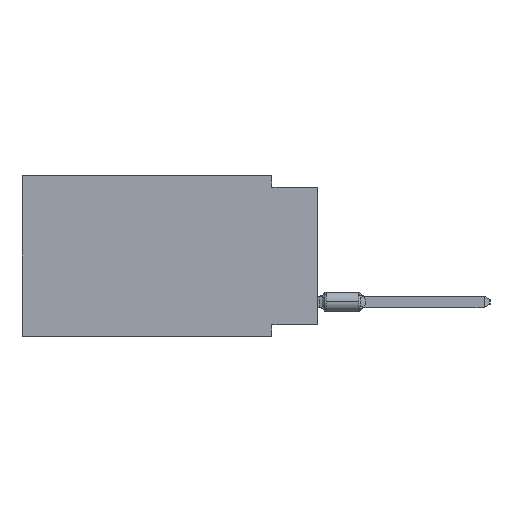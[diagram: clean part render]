
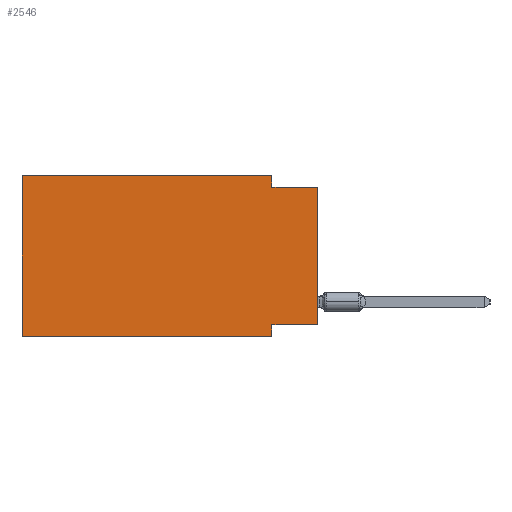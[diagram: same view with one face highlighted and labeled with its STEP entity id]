
A CAD part, left-side view. The second image highlights one B-rep face of the part: STEP entity #2546.
In plain terms, the highlighted planar face has unit normal (-1, 0, 0).
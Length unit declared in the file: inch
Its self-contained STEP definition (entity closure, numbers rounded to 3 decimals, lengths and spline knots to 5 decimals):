
#588 = DIRECTION ( 'NONE',  ( 0., 0., -1. ) ) ;
#611 = LINE ( 'NONE', #38122, #38020 ) ;
#900 = CARTESIAN_POINT ( 'NONE',  ( 0., 0., -0.025 ) ) ;
#1907 = ORIENTED_EDGE ( 'NONE', *, *, #9628, .F. ) ;
#2323 = EDGE_CURVE ( 'NONE', #33428, #24455, #4886, .T. ) ;
#2546 = ADVANCED_FACE ( 'NONE', ( #30926 ), #34092, .F. ) ;
#2658 = DIRECTION ( 'NONE',  ( 0., 1., 0. ) ) ;
#4682 = CARTESIAN_POINT ( 'NONE',  ( 0., 0.1, 0. ) ) ;
#4706 = ORIENTED_EDGE ( 'NONE', *, *, #7400, .F. ) ;
#4886 = LINE ( 'NONE', #4682, #42450 ) ;
#5754 = ORIENTED_EDGE ( 'NONE', *, *, #31345, .F. ) ;
#6059 = DIRECTION ( 'NONE',  ( 0., -1., 0. ) ) ;
#6084 = VERTEX_POINT ( 'NONE', #34076 ) ;
#7400 = EDGE_CURVE ( 'NONE', #17279, #6084, #42661, .T. ) ;
#9295 = EDGE_CURVE ( 'NONE', #17279, #36182, #17600, .T. ) ;
#9422 = LINE ( 'NONE', #29880, #17314 ) ;
#9628 = EDGE_CURVE ( 'NONE', #6084, #22673, #611, .T. ) ;
#11145 = CARTESIAN_POINT ( 'NONE',  ( 0., 0.645, 0. ) ) ;
#11892 = CARTESIAN_POINT ( 'NONE',  ( 0., 0., -0.325 ) ) ;
#13019 = CARTESIAN_POINT ( 'NONE',  ( 0., 0.645, 0. ) ) ;
#13054 = CARTESIAN_POINT ( 'NONE',  ( 0., 0.645, 0. ) ) ;
#15168 = VECTOR ( 'NONE', #6059, 39.37008 ) ;
#15910 = CARTESIAN_POINT ( 'NONE',  ( 0., 0.1, 0. ) ) ;
#17279 = VERTEX_POINT ( 'NONE', #43523 ) ;
#17314 = VECTOR ( 'NONE', #37269, 39.37008 ) ;
#17600 = LINE ( 'NONE', #26814, #35844 ) ;
#18261 = ORIENTED_EDGE ( 'NONE', *, *, #2323, .F. ) ;
#19098 = CARTESIAN_POINT ( 'NONE',  ( 0., 0.645, -0.35 ) ) ;
#20156 = EDGE_CURVE ( 'NONE', #35900, #33428, #30753, .T. ) ;
#21249 = ORIENTED_EDGE ( 'NONE', *, *, #31926, .T. ) ;
#21486 = DIRECTION ( 'NONE',  ( 0., 0., 1. ) ) ;
#22349 = VECTOR ( 'NONE', #2658, 39.37008 ) ;
#22673 = VERTEX_POINT ( 'NONE', #31244 ) ;
#23112 = AXIS2_PLACEMENT_3D ( 'NONE', #41263, #34518, #588 ) ;
#24455 = VERTEX_POINT ( 'NONE', #36996 ) ;
#25577 = DIRECTION ( 'NONE',  ( 0., 0., -1. ) ) ;
#25652 = EDGE_CURVE ( 'NONE', #24455, #36182, #33638, .T. ) ;
#26814 = CARTESIAN_POINT ( 'NONE',  ( 0., 0., 0. ) ) ;
#27274 = ORIENTED_EDGE ( 'NONE', *, *, #9295, .T. ) ;
#29880 = CARTESIAN_POINT ( 'NONE',  ( 0., 0.645, -0.35 ) ) ;
#30037 = DIRECTION ( 'NONE',  ( 0., -1., 0. ) ) ;
#30260 = CARTESIAN_POINT ( 'NONE',  ( 0., 0., -0.025 ) ) ;
#30650 = VECTOR ( 'NONE', #30037, 39.37008 ) ;
#30753 = LINE ( 'NONE', #13019, #15168 ) ;
#30926 = FACE_OUTER_BOUND ( 'NONE', #43270, .T. ) ;
#31244 = CARTESIAN_POINT ( 'NONE',  ( 0., 0.1, -0.35 ) ) ;
#31345 = EDGE_CURVE ( 'NONE', #42854, #35900, #31821, .T. ) ;
#31821 = LINE ( 'NONE', #11145, #33066 ) ;
#31926 = EDGE_CURVE ( 'NONE', #42854, #22673, #9422, .T. ) ;
#33066 = VECTOR ( 'NONE', #21486, 39.37008 ) ;
#33234 = ORIENTED_EDGE ( 'NONE', *, *, #25652, .F. ) ;
#33428 = VERTEX_POINT ( 'NONE', #15910 ) ;
#33638 = LINE ( 'NONE', #30260, #30650 ) ;
#34076 = CARTESIAN_POINT ( 'NONE',  ( 0., 0.1, -0.325 ) ) ;
#34092 = PLANE ( 'NONE',  #23112 ) ;
#34518 = DIRECTION ( 'NONE',  ( 1., 0., 0. ) ) ;
#35844 = VECTOR ( 'NONE', #40506, 39.37008 ) ;
#35900 = VERTEX_POINT ( 'NONE', #13054 ) ;
#36182 = VERTEX_POINT ( 'NONE', #900 ) ;
#36996 = CARTESIAN_POINT ( 'NONE',  ( 0., 0.1, -0.025 ) ) ;
#37269 = DIRECTION ( 'NONE',  ( 0., -1., 0. ) ) ;
#37953 = ORIENTED_EDGE ( 'NONE', *, *, #20156, .F. ) ;
#38020 = VECTOR ( 'NONE', #41723, 39.37008 ) ;
#38122 = CARTESIAN_POINT ( 'NONE',  ( 0., 0.1, -0.35 ) ) ;
#40506 = DIRECTION ( 'NONE',  ( 0., 0., 1. ) ) ;
#41263 = CARTESIAN_POINT ( 'NONE',  ( 0., 0.645, 0. ) ) ;
#41723 = DIRECTION ( 'NONE',  ( 0., 0., -1. ) ) ;
#42450 = VECTOR ( 'NONE', #25577, 39.37008 ) ;
#42661 = LINE ( 'NONE', #11892, #22349 ) ;
#42854 = VERTEX_POINT ( 'NONE', #19098 ) ;
#43270 = EDGE_LOOP ( 'NONE', ( #27274, #33234, #18261, #37953, #5754, #21249, #1907, #4706 ) ) ;
#43523 = CARTESIAN_POINT ( 'NONE',  ( 0., 0., -0.325 ) ) ;
